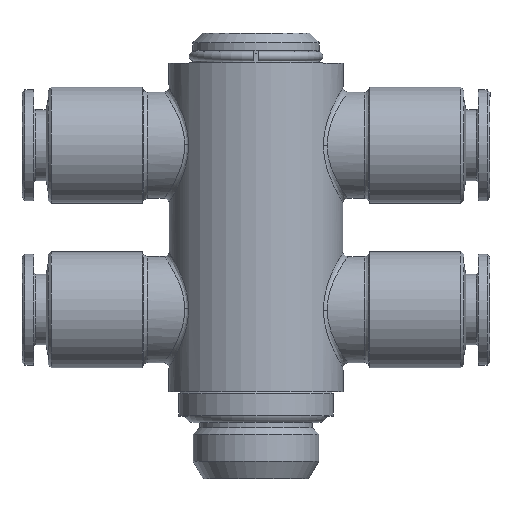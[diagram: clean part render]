
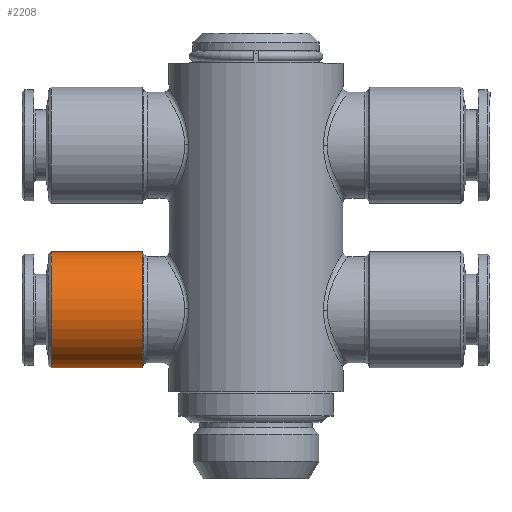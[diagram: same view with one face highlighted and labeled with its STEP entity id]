
A CAD part, top view. The second image highlights one B-rep face of the part: STEP entity #2208.
In plain terms, the highlighted cylindrical face has radius 6 mm (diameter 12 mm), a full revolution.
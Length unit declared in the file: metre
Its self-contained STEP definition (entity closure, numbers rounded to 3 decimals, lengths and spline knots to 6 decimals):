
#153=CYLINDRICAL_SURFACE('',#2361,0.006);
#227=ORIENTED_EDGE('',*,*,#547,.F.);
#228=ORIENTED_EDGE('',*,*,#548,.T.);
#547=EDGE_CURVE('',#708,#708,#839,.T.);
#548=EDGE_CURVE('',#709,#709,#840,.T.);
#708=VERTEX_POINT('',#3274);
#709=VERTEX_POINT('',#3276);
#839=CIRCLE('',#2362,0.006);
#840=CIRCLE('',#2363,0.006);
#944=EDGE_LOOP('',(#227));
#945=EDGE_LOOP('',(#228));
#1159=FACE_BOUND('',#944,.T.);
#1160=FACE_BOUND('',#945,.T.);
#2208=ADVANCED_FACE('',(#1159,#1160),#153,.T.);
#2361=AXIS2_PLACEMENT_3D('',#3272,#2619,#2620);
#2362=AXIS2_PLACEMENT_3D('',#3273,#2621,#2622);
#2363=AXIS2_PLACEMENT_3D('',#3275,#2623,#2624);
#2619=DIRECTION('',(1.,0.,0.));
#2620=DIRECTION('',(0.,0.,1.));
#2621=DIRECTION('',(-1.,0.,0.));
#2622=DIRECTION('',(0.,0.,-1.));
#2623=DIRECTION('',(-1.,0.,0.));
#2624=DIRECTION('',(0.,0.,1.));
#3272=CARTESIAN_POINT('',(0.,0.0175,0.));
#3273=CARTESIAN_POINT('',(-0.0212,0.0175,0.));
#3274=CARTESIAN_POINT('',(-0.0212,0.0175,-0.006));
#3275=CARTESIAN_POINT('',(-0.011789,0.0175,0.));
#3276=CARTESIAN_POINT('',(-0.011789,0.0175,0.006));
